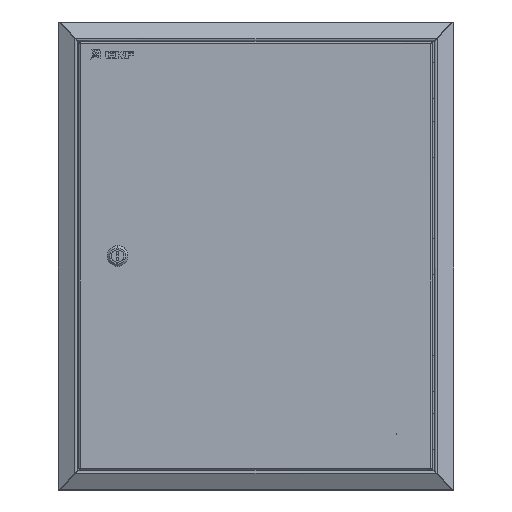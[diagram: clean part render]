
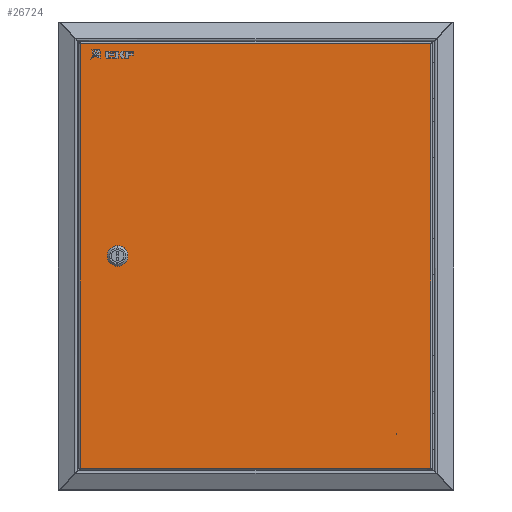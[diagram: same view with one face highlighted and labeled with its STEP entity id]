
A CAD part, top view. The second image highlights one B-rep face of the part: STEP entity #26724.
In plain terms, the highlighted face is planar.
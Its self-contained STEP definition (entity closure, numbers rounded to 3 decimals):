
#1543 = CIRCLE ( 'NONE', #19601, 0.5 ) ;
#1758 = CARTESIAN_POINT ( 'NONE',  ( -392.059, 473.3, -0.7 ) ) ;
#2433 = ORIENTED_EDGE ( 'NONE', *, *, #28933, .T. ) ;
#2456 = VERTEX_POINT ( 'NONE', #28092 ) ;
#2843 = DIRECTION ( 'NONE',  ( 0., 0., 1. ) ) ;
#2951 = VECTOR ( 'NONE', #21303, 1000. ) ;
#2970 = DIRECTION ( 'NONE',  ( 0., 1., 0. ) ) ;
#3176 = CIRCLE ( 'NONE', #20137, 9.25 ) ;
#3452 = CARTESIAN_POINT ( 'NONE',  ( -391.2, 473.3, -0.7 ) ) ;
#3474 = ORIENTED_EDGE ( 'NONE', *, *, #6626, .F. ) ;
#4432 = DIRECTION ( 'NONE',  ( 0., 1., 0. ) ) ;
#4580 = VECTOR ( 'NONE', #2970, 1000. ) ;
#5175 = ORIENTED_EDGE ( 'NONE', *, *, #7571, .T. ) ;
#5382 = EDGE_CURVE ( 'NONE', #19560, #22542, #17171, .T. ) ;
#5748 = VECTOR ( 'NONE', #17097, 1000. ) ;
#6626 = EDGE_CURVE ( 'NONE', #23201, #17040, #12562, .T. ) ;
#6663 = CIRCLE ( 'NONE', #9784, 0.5 ) ;
#6722 = DIRECTION ( 'NONE',  ( 1., 0., 0. ) ) ;
#6837 = CARTESIAN_POINT ( 'NONE',  ( -391.2, 1.7, -0.7 ) ) ;
#6916 = ORIENTED_EDGE ( 'NONE', *, *, #22891, .F. ) ;
#7011 = CARTESIAN_POINT ( 'NONE',  ( -34.5, 241.149, -0.7 ) ) ;
#7571 = EDGE_CURVE ( 'NONE', #23492, #31228, #31497, .T. ) ;
#7887 = CARTESIAN_POINT ( 'NONE',  ( -34.5, 241.149, -0.7 ) ) ;
#8115 = CARTESIAN_POINT ( 'NONE',  ( -43., 237.5, -0.7 ) ) ;
#8308 = VERTEX_POINT ( 'NONE', #27891 ) ;
#8369 = ORIENTED_EDGE ( 'NONE', *, *, #10669, .T. ) ;
#8776 = CARTESIAN_POINT ( 'NONE',  ( -34.5, 233.851, -0.7 ) ) ;
#9124 = ORIENTED_EDGE ( 'NONE', *, *, #23049, .F. ) ;
#9153 = CARTESIAN_POINT ( 'NONE',  ( -51.5, 233.851, -0.7 ) ) ;
#9784 = AXIS2_PLACEMENT_3D ( 'NONE', #13506, #30456, #15951 ) ;
#10549 = DIRECTION ( 'NONE',  ( -1., 0., 0. ) ) ;
#10669 = EDGE_CURVE ( 'NONE', #23518, #2456, #24564, .T. ) ;
#10887 = DIRECTION ( 'NONE',  ( 0., 0., -1. ) ) ;
#11788 = VECTOR ( 'NONE', #4432, 1000. ) ;
#12562 = LINE ( 'NONE', #26141, #11788 ) ;
#12990 = AXIS2_PLACEMENT_3D ( 'NONE', #13151, #30097, #15591 ) ;
#13073 = CARTESIAN_POINT ( 'NONE',  ( -1.7, 1.7, -0.7 ) ) ;
#13151 = CARTESIAN_POINT ( 'NONE',  ( -43., 237.5, -0.7 ) ) ;
#13506 = CARTESIAN_POINT ( 'NONE',  ( -352.9, 40., -0.7 ) ) ;
#15528 = CIRCLE ( 'NONE', #12990, 9.25 ) ;
#15542 = EDGE_CURVE ( 'NONE', #19099, #8308, #1543, .T. ) ;
#15591 = DIRECTION ( 'NONE',  ( -1., 0., 0. ) ) ;
#15951 = DIRECTION ( 'NONE',  ( -1., 0., 0. ) ) ;
#15988 = EDGE_LOOP ( 'NONE', ( #18520, #6916, #3474, #23568 ) ) ;
#17040 = VERTEX_POINT ( 'NONE', #25131 ) ;
#17097 = DIRECTION ( 'NONE',  ( 0., -1., 0. ) ) ;
#17171 = LINE ( 'NONE', #7887, #5748 ) ;
#17345 = CARTESIAN_POINT ( 'NONE',  ( -353.4, 40., -0.7 ) ) ;
#17589 = AXIS2_PLACEMENT_3D ( 'NONE', #22214, #2843, #19897 ) ;
#17842 = VECTOR ( 'NONE', #18601, 1000. ) ;
#18012 = FACE_BOUND ( 'NONE', #15988, .T. ) ;
#18372 = VECTOR ( 'NONE', #6722, 1000. ) ;
#18520 = ORIENTED_EDGE ( 'NONE', *, *, #5382, .F. ) ;
#18601 = DIRECTION ( 'NONE',  ( -1., 0., 0. ) ) ;
#18751 = FACE_BOUND ( 'NONE', #26397, .T. ) ;
#18820 = ORIENTED_EDGE ( 'NONE', *, *, #23767, .T. ) ;
#18995 = CARTESIAN_POINT ( 'NONE',  ( -1.7, 474.159, -0.7 ) ) ;
#19099 = VERTEX_POINT ( 'NONE', #17345 ) ;
#19560 = VERTEX_POINT ( 'NONE', #7011 ) ;
#19601 = AXIS2_PLACEMENT_3D ( 'NONE', #25441, #10887, #27876 ) ;
#19897 = DIRECTION ( 'NONE',  ( 1., 0., 0. ) ) ;
#19922 = CARTESIAN_POINT ( 'NONE',  ( -391.2, 0.841, -0.7 ) ) ;
#20137 = AXIS2_PLACEMENT_3D ( 'NONE', #8115, #25097, #10549 ) ;
#20862 = EDGE_CURVE ( 'NONE', #22542, #23201, #15528, .T. ) ;
#21303 = DIRECTION ( 'NONE',  ( 0., -1., 0. ) ) ;
#21602 = LINE ( 'NONE', #18995, #2951 ) ;
#22214 = CARTESIAN_POINT ( 'NONE',  ( 0., 0., -0.7 ) ) ;
#22542 = VERTEX_POINT ( 'NONE', #8776 ) ;
#22891 = EDGE_CURVE ( 'NONE', #17040, #19560, #3176, .T. ) ;
#23049 = EDGE_CURVE ( 'NONE', #8308, #19099, #6663, .T. ) ;
#23201 = VERTEX_POINT ( 'NONE', #9153 ) ;
#23492 = VERTEX_POINT ( 'NONE', #13073 ) ;
#23518 = VERTEX_POINT ( 'NONE', #3452 ) ;
#23568 = ORIENTED_EDGE ( 'NONE', *, *, #20862, .F. ) ;
#23767 = EDGE_CURVE ( 'NONE', #2456, #23492, #21602, .T. ) ;
#23989 = LINE ( 'NONE', #19922, #4580 ) ;
#24478 = FACE_OUTER_BOUND ( 'NONE', #26380, .T. ) ;
#24564 = LINE ( 'NONE', #1758, #18372 ) ;
#24685 = PLANE ( 'NONE',  #17589 ) ;
#25097 = DIRECTION ( 'NONE',  ( 0., 0., -1. ) ) ;
#25131 = CARTESIAN_POINT ( 'NONE',  ( -51.5, 241.149, -0.7 ) ) ;
#25441 = CARTESIAN_POINT ( 'NONE',  ( -352.9, 40., -0.7 ) ) ;
#26141 = CARTESIAN_POINT ( 'NONE',  ( -51.5, 241.149, -0.7 ) ) ;
#26380 = EDGE_LOOP ( 'NONE', ( #18820, #5175, #2433, #8369 ) ) ;
#26397 = EDGE_LOOP ( 'NONE', ( #29944, #9124 ) ) ;
#26724 = ADVANCED_FACE ( 'NONE', ( #18751, #18012, #24478 ), #24685, .F. ) ;
#27876 = DIRECTION ( 'NONE',  ( -1., 0., 0. ) ) ;
#27891 = CARTESIAN_POINT ( 'NONE',  ( -352.4, 40., -0.7 ) ) ;
#28092 = CARTESIAN_POINT ( 'NONE',  ( -1.7, 473.3, -0.7 ) ) ;
#28268 = CARTESIAN_POINT ( 'NONE',  ( -0.841, 1.7, -0.7 ) ) ;
#28933 = EDGE_CURVE ( 'NONE', #31228, #23518, #23989, .T. ) ;
#29944 = ORIENTED_EDGE ( 'NONE', *, *, #15542, .F. ) ;
#30097 = DIRECTION ( 'NONE',  ( 0., 0., -1. ) ) ;
#30456 = DIRECTION ( 'NONE',  ( 0., 0., -1. ) ) ;
#31228 = VERTEX_POINT ( 'NONE', #6837 ) ;
#31497 = LINE ( 'NONE', #28268, #17842 ) ;
